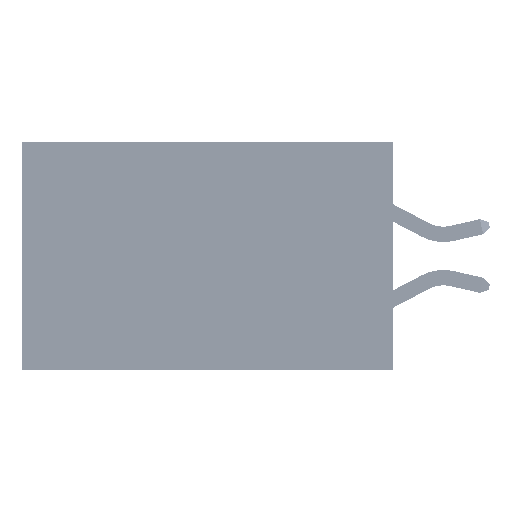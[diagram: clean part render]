
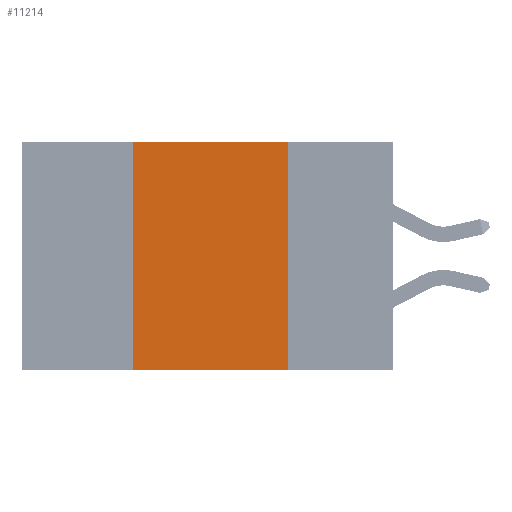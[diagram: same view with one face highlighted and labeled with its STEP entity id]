
A CAD part, left-side view. The second image highlights one B-rep face of the part: STEP entity #11214.
In plain terms, the highlighted planar face has unit normal (-1, 0, 0).
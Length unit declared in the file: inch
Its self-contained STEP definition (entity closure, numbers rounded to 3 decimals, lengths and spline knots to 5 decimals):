
#1751 = LINE ( 'NONE', #28254, #31826 ) ;
#2495 = CARTESIAN_POINT ( 'NONE',  ( 0., 0.42, -0.37 ) ) ;
#4015 = DIRECTION ( 'NONE',  ( 1., 0., 0. ) ) ;
#5070 = CARTESIAN_POINT ( 'NONE',  ( 0., 0.17, -0.37 ) ) ;
#6929 = LINE ( 'NONE', #40473, #13124 ) ;
#7098 = LINE ( 'NONE', #26452, #42299 ) ;
#7275 = ORIENTED_EDGE ( 'NONE', *, *, #31209, .F. ) ;
#7591 = DIRECTION ( 'NONE',  ( 0., 0., 1. ) ) ;
#9965 = CARTESIAN_POINT ( 'NONE',  ( 0., 0.17, 0. ) ) ;
#11214 = ADVANCED_FACE ( 'NONE', ( #36402 ), #22231, .F. ) ;
#12679 = EDGE_LOOP ( 'NONE', ( #40847, #12739, #7275, #43418 ) ) ;
#12739 = ORIENTED_EDGE ( 'NONE', *, *, #21312, .F. ) ;
#13124 = VECTOR ( 'NONE', #36840, 39.37008 ) ;
#13470 = VERTEX_POINT ( 'NONE', #2495 ) ;
#16462 = EDGE_CURVE ( 'NONE', #13470, #25866, #6929, .T. ) ;
#18151 = VERTEX_POINT ( 'NONE', #9965 ) ;
#21312 = EDGE_CURVE ( 'NONE', #37248, #18151, #44547, .T. ) ;
#22231 = PLANE ( 'NONE',  #28005 ) ;
#25866 = VERTEX_POINT ( 'NONE', #5070 ) ;
#26452 = CARTESIAN_POINT ( 'NONE',  ( 0., 0.42, 0. ) ) ;
#28005 = AXIS2_PLACEMENT_3D ( 'NONE', #39871, #4015, #36076 ) ;
#28141 = EDGE_CURVE ( 'NONE', #18151, #25866, #1751, .T. ) ;
#28254 = CARTESIAN_POINT ( 'NONE',  ( 0., 0.17, 0. ) ) ;
#31209 = EDGE_CURVE ( 'NONE', #13470, #37248, #7098, .T. ) ;
#31620 = CARTESIAN_POINT ( 'NONE',  ( 0., 0.6, 0. ) ) ;
#31826 = VECTOR ( 'NONE', #46688, 39.37008 ) ;
#36076 = DIRECTION ( 'NONE',  ( 0., 0., -1. ) ) ;
#36402 = FACE_OUTER_BOUND ( 'NONE', #12679, .T. ) ;
#36840 = DIRECTION ( 'NONE',  ( 0., -1., 0. ) ) ;
#37248 = VERTEX_POINT ( 'NONE', #37771 ) ;
#37771 = CARTESIAN_POINT ( 'NONE',  ( 0., 0.42, 0. ) ) ;
#38477 = DIRECTION ( 'NONE',  ( 0., -1., 0. ) ) ;
#39871 = CARTESIAN_POINT ( 'NONE',  ( 0., 0.6, 0. ) ) ;
#40473 = CARTESIAN_POINT ( 'NONE',  ( 0., 0.6, -0.37 ) ) ;
#40847 = ORIENTED_EDGE ( 'NONE', *, *, #28141, .F. ) ;
#41124 = VECTOR ( 'NONE', #38477, 39.37008 ) ;
#42299 = VECTOR ( 'NONE', #7591, 39.37008 ) ;
#43418 = ORIENTED_EDGE ( 'NONE', *, *, #16462, .T. ) ;
#44547 = LINE ( 'NONE', #31620, #41124 ) ;
#46688 = DIRECTION ( 'NONE',  ( 0., 0., -1. ) ) ;
